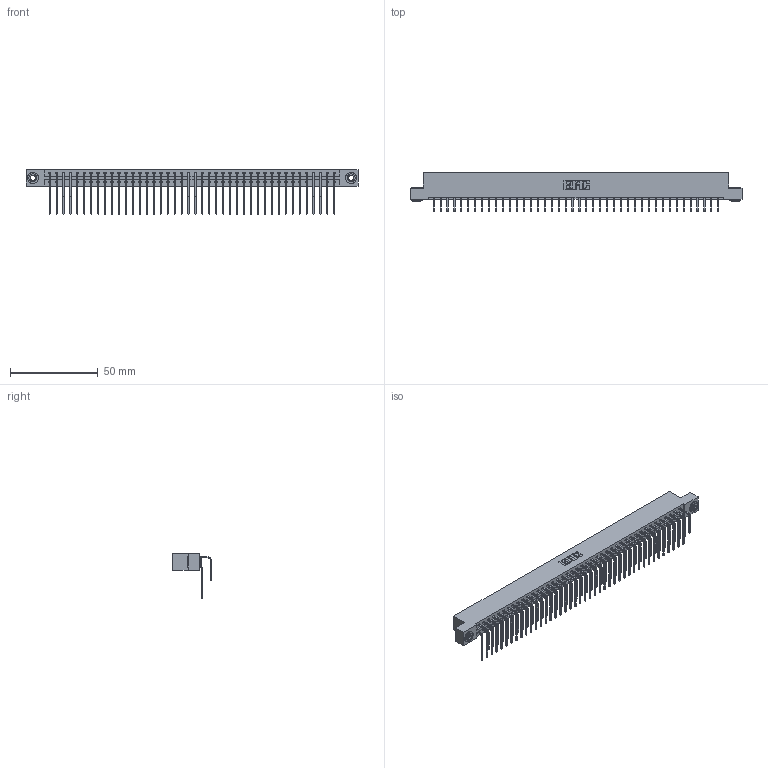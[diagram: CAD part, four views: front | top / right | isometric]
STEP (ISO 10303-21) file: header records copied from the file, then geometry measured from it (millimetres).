
FILE_DESCRIPTION (( 'STEP AP203' ), '1' );
FILE_NAME ('387-084-558-203.STEP', '2018-09-23T22:44:51', ( '' ), ( '' ), 'SwSTEP 2.0', 'SolidWorks 2016', '' );
FILE_SCHEMA (( 'CONFIG_CONTROL_DESIGN' ));
Length unit declared in the file: inch
Products named in the file (5): 345-292-001_558 559 Tail - 1; 345-292-001_558 Tail - 2; 345-250-002_345-250-002-102; 387-084-558-203; 337 Part_Flush Mounting Lugs - 0.156 Dia-TH
Assembly tree (87 placements, depth 2):
  387-084-558-203
    337 Part_Flush Mounting Lugs - 0.156 Dia-TH
    345-292-001_558 559 Tail - 1  x42
    345-292-001_558 Tail - 2  x42
    345-250-002_345-250-002-102  x2
Bounding box: 189.43 x 22.17 x 25.53 mm (x, y, z)
Volume: 20467.9 mm3; surface area: 25796.6 mm2
Topology: 87 solids, 87 shells, 4856 faces, 14415 edges, 9494 vertices
Faces by surface type: plane 3440, cylinder 1408, cone 8
Entity records: 34998 total; most frequent: CARTESIAN_POINT 5916, ORIENTED_EDGE 5794, DIRECTION 5047, EDGE_CURVE 2897, LINE 2705, VECTOR 2705, VERTEX_POINT 1926, AXIS2_PLACEMENT_3D 1171
